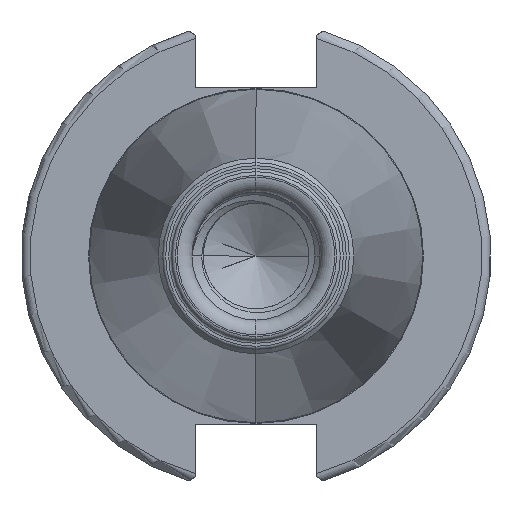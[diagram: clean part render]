
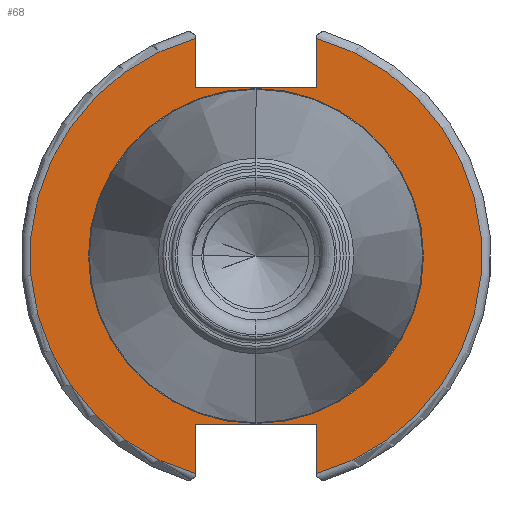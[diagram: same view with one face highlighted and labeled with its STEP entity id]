
A CAD part, left-side view. The second image highlights one B-rep face of the part: STEP entity #68.
In plain terms, the highlighted planar face has unit normal (-1, 0, 0).
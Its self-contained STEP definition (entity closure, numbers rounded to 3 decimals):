
#20 = CIRCLE ( 'NONE', #2663, 0.1 ) ;
#25 = CIRCLE ( 'NONE', #2665, 22.398 ) ;
#26 = CIRCLE ( 'NONE', #2668, 0.1 ) ;
#53 = CIRCLE ( 'NONE', #2698, 30.2 ) ;
#68 = ADVANCED_FACE ( 'NONE', ( #4772, #4770 ), #4542, .F. ) ;
#148 = CIRCLE ( 'NONE', #2714, 22.398 ) ;
#156 = CIRCLE ( 'NONE', #3105, 0.1 ) ;
#178 = CIRCLE ( 'NONE', #4631, 30.2 ) ;
#683 = EDGE_LOOP ( 'NONE', ( #2468, #2465 ) ) ;
#687 = EDGE_LOOP ( 'NONE', ( #2489, #2487, #2488, #2485, #2483, #2481, #2480, #2479, #2475, #2477, #2474, #2472 ) ) ;
#843 = CARTESIAN_POINT ( 'NONE',  ( -5., 7.975, 22.6 ) ) ;
#844 = DIRECTION ( 'NONE',  ( 1., 0., 0. ) ) ;
#845 = DIRECTION ( 'NONE',  ( 0., 0., -1. ) ) ;
#1069 = AXIS2_PLACEMENT_3D ( 'NONE', #4532, #4536, #4555 ) ;
#1718 = AXIS2_PLACEMENT_3D ( 'NONE', #4716, #4717, #4718 ) ;
#2173 = VERTEX_POINT ( 'NONE', #3878 ) ;
#2189 = VERTEX_POINT ( 'NONE', #3894 ) ;
#2228 = CARTESIAN_POINT ( 'NONE',  ( -5., 0., 0. ) ) ;
#2229 = DIRECTION ( 'NONE',  ( -1., 0., 0. ) ) ;
#2230 = DIRECTION ( 'NONE',  ( 0., 0., 1. ) ) ;
#2465 = ORIENTED_EDGE ( 'NONE', *, *, #5596, .F. ) ;
#2468 = ORIENTED_EDGE ( 'NONE', *, *, #5689, .F. ) ;
#2472 = ORIENTED_EDGE ( 'NONE', *, *, #5554, .F. ) ;
#2474 = ORIENTED_EDGE ( 'NONE', *, *, #5572, .T. ) ;
#2475 = ORIENTED_EDGE ( 'NONE', *, *, #5687, .T. ) ;
#2477 = ORIENTED_EDGE ( 'NONE', *, *, #5686, .F. ) ;
#2479 = ORIENTED_EDGE ( 'NONE', *, *, #5546, .F. ) ;
#2480 = ORIENTED_EDGE ( 'NONE', *, *, #5678, .T. ) ;
#2481 = ORIENTED_EDGE ( 'NONE', *, *, #5692, .T. ) ;
#2483 = ORIENTED_EDGE ( 'NONE', *, *, #5733, .T. ) ;
#2485 = ORIENTED_EDGE ( 'NONE', *, *, #5666, .T. ) ;
#2487 = ORIENTED_EDGE ( 'NONE', *, *, #5695, .T. ) ;
#2488 = ORIENTED_EDGE ( 'NONE', *, *, #5696, .T. ) ;
#2489 = ORIENTED_EDGE ( 'NONE', *, *, #2642, .T. ) ;
#2642 = EDGE_CURVE ( 'NONE', #4912, #4915, #178, .T. ) ;
#2657 = VECTOR ( 'NONE', #3227, 1000. ) ;
#2660 = VECTOR ( 'NONE', #3218, 1000. ) ;
#2663 = AXIS2_PLACEMENT_3D ( 'NONE', #3224, #3228, #3229 ) ;
#2665 = AXIS2_PLACEMENT_3D ( 'NONE', #3206, #3207, #3208 ) ;
#2667 = VECTOR ( 'NONE', #3199, 1000. ) ;
#2668 = AXIS2_PLACEMENT_3D ( 'NONE', #3200, #3201, #3202 ) ;
#2682 = VECTOR ( 'NONE', #3128, 1000. ) ;
#2698 = AXIS2_PLACEMENT_3D ( 'NONE', #3159, #3163, #3164 ) ;
#2714 = AXIS2_PLACEMENT_3D ( 'NONE', #2228, #2229, #2230 ) ;
#2879 = LINE ( 'NONE', #2880, #2682 ) ;
#2880 = CARTESIAN_POINT ( 'NONE',  ( -5., -8.075, -22.5 ) ) ;
#2901 = LINE ( 'NONE', #2902, #3103 ) ;
#2902 = CARTESIAN_POINT ( 'NONE',  ( -5., -8.075, 0. ) ) ;
#2903 = DIRECTION ( 'NONE',  ( 0., 0., 1. ) ) ;
#2925 = LINE ( 'NONE', #2926, #3115 ) ;
#2926 = CARTESIAN_POINT ( 'NONE',  ( -5., 8.075, 0. ) ) ;
#2927 = DIRECTION ( 'NONE',  ( 0., 0., -1. ) ) ;
#3072 = CIRCLE ( 'NONE', #1718, 0.1 ) ;
#3103 = VECTOR ( 'NONE', #2903, 1000. ) ;
#3105 = AXIS2_PLACEMENT_3D ( 'NONE', #843, #844, #845 ) ;
#3115 = VECTOR ( 'NONE', #2927, 1000. ) ;
#3128 = DIRECTION ( 'NONE',  ( 0., -1., 0. ) ) ;
#3159 = CARTESIAN_POINT ( 'NONE',  ( -5., 0., 0. ) ) ;
#3163 = DIRECTION ( 'NONE',  ( -1., 0., 0. ) ) ;
#3164 = DIRECTION ( 'NONE',  ( 0., 0., 1. ) ) ;
#3197 = LINE ( 'NONE', #3198, #2667 ) ;
#3198 = CARTESIAN_POINT ( 'NONE',  ( -5., -8.075, 22.5 ) ) ;
#3199 = DIRECTION ( 'NONE',  ( 0., -1., 0. ) ) ;
#3200 = CARTESIAN_POINT ( 'NONE',  ( -5., -7.975, 22.6 ) ) ;
#3201 = DIRECTION ( 'NONE',  ( 1., 0., 0. ) ) ;
#3202 = DIRECTION ( 'NONE',  ( 0., 0., -1. ) ) ;
#3206 = CARTESIAN_POINT ( 'NONE',  ( -5., 0., 0. ) ) ;
#3207 = DIRECTION ( 'NONE',  ( -1., 0., 0. ) ) ;
#3208 = DIRECTION ( 'NONE',  ( 0., 0., 1. ) ) ;
#3216 = LINE ( 'NONE', #3217, #2660 ) ;
#3217 = CARTESIAN_POINT ( 'NONE',  ( -5., -8.075, 0. ) ) ;
#3218 = DIRECTION ( 'NONE',  ( 0., 0., -1. ) ) ;
#3224 = CARTESIAN_POINT ( 'NONE',  ( -5., 7.975, -22.6 ) ) ;
#3225 = LINE ( 'NONE', #3226, #2657 ) ;
#3226 = CARTESIAN_POINT ( 'NONE',  ( -5., 8.075, 0. ) ) ;
#3227 = DIRECTION ( 'NONE',  ( 0., 0., 1. ) ) ;
#3228 = DIRECTION ( 'NONE',  ( 1., 0., 0. ) ) ;
#3229 = DIRECTION ( 'NONE',  ( 0., 0., -1. ) ) ;
#3452 = CARTESIAN_POINT ( 'NONE',  ( -5., 0., 0. ) ) ;
#3453 = DIRECTION ( 'NONE',  ( -1., 0., 0. ) ) ;
#3454 = DIRECTION ( 'NONE',  ( 0., 0., 1. ) ) ;
#3525 = CARTESIAN_POINT ( 'NONE',  ( -5., -8.075, 22.6 ) ) ;
#3526 = CARTESIAN_POINT ( 'NONE',  ( -5., -7.975, 22.5 ) ) ;
#3527 = CARTESIAN_POINT ( 'NONE',  ( -5., 7.975, 22.5 ) ) ;
#3529 = CARTESIAN_POINT ( 'NONE',  ( -5., 8.075, 22.6 ) ) ;
#3530 = CARTESIAN_POINT ( 'NONE',  ( -5., -8.075, -22.6 ) ) ;
#3531 = CARTESIAN_POINT ( 'NONE',  ( -5., 7.975, -22.5 ) ) ;
#3533 = CARTESIAN_POINT ( 'NONE',  ( -5., -7.975, -22.5 ) ) ;
#3536 = CARTESIAN_POINT ( 'NONE',  ( -5., -8.075, -29.1 ) ) ;
#3547 = CARTESIAN_POINT ( 'NONE',  ( -5., -8.075, 29.1 ) ) ;
#3549 = CARTESIAN_POINT ( 'NONE',  ( -5., 8.075, -22.6 ) ) ;
#3550 = CARTESIAN_POINT ( 'NONE',  ( -5., 8.075, 29.1 ) ) ;
#3553 = CARTESIAN_POINT ( 'NONE',  ( -5., 8.075, -29.1 ) ) ;
#3878 = CARTESIAN_POINT ( 'NONE',  ( -5., 0., 22.398 ) ) ;
#3894 = CARTESIAN_POINT ( 'NONE',  ( -5., 0., -22.398 ) ) ;
#4532 = CARTESIAN_POINT ( 'NONE',  ( -5., 22.398, 0. ) ) ;
#4536 = DIRECTION ( 'NONE',  ( 1., 0., 0. ) ) ;
#4542 = PLANE ( 'NONE',  #1069 ) ;
#4555 = DIRECTION ( 'NONE',  ( 0., 0., -1. ) ) ;
#4631 = AXIS2_PLACEMENT_3D ( 'NONE', #3452, #3453, #3454 ) ;
#4716 = CARTESIAN_POINT ( 'NONE',  ( -5., -7.975, -22.6 ) ) ;
#4717 = DIRECTION ( 'NONE',  ( 1., 0., 0. ) ) ;
#4718 = DIRECTION ( 'NONE',  ( 0., 0., -1. ) ) ;
#4770 = FACE_BOUND ( 'NONE', #683, .T. ) ;
#4772 = FACE_OUTER_BOUND ( 'NONE', #687, .T. ) ;
#4887 = VERTEX_POINT ( 'NONE', #3525 ) ;
#4888 = VERTEX_POINT ( 'NONE', #3526 ) ;
#4889 = VERTEX_POINT ( 'NONE', #3527 ) ;
#4891 = VERTEX_POINT ( 'NONE', #3529 ) ;
#4892 = VERTEX_POINT ( 'NONE', #3530 ) ;
#4893 = VERTEX_POINT ( 'NONE', #3531 ) ;
#4895 = VERTEX_POINT ( 'NONE', #3533 ) ;
#4898 = VERTEX_POINT ( 'NONE', #3536 ) ;
#4909 = VERTEX_POINT ( 'NONE', #3547 ) ;
#4911 = VERTEX_POINT ( 'NONE', #3549 ) ;
#4912 = VERTEX_POINT ( 'NONE', #3550 ) ;
#4915 = VERTEX_POINT ( 'NONE', #3553 ) ;
#5546 = EDGE_CURVE ( 'NONE', #4887, #4909, #2901, .T. ) ;
#5554 = EDGE_CURVE ( 'NONE', #4912, #4891, #2925, .T. ) ;
#5572 = EDGE_CURVE ( 'NONE', #4889, #4891, #156, .T. ) ;
#5596 = EDGE_CURVE ( 'NONE', #2189, #2173, #148, .T. ) ;
#5666 = EDGE_CURVE ( 'NONE', #4893, #4895, #2879, .T. ) ;
#5678 = EDGE_CURVE ( 'NONE', #4898, #4909, #53, .T. ) ;
#5686 = EDGE_CURVE ( 'NONE', #4889, #4888, #3197, .T. ) ;
#5687 = EDGE_CURVE ( 'NONE', #4887, #4888, #26, .T. ) ;
#5689 = EDGE_CURVE ( 'NONE', #2173, #2189, #25, .T. ) ;
#5692 = EDGE_CURVE ( 'NONE', #4892, #4898, #3216, .T. ) ;
#5695 = EDGE_CURVE ( 'NONE', #4915, #4911, #3225, .T. ) ;
#5696 = EDGE_CURVE ( 'NONE', #4911, #4893, #20, .T. ) ;
#5733 = EDGE_CURVE ( 'NONE', #4895, #4892, #3072, .T. ) ;
